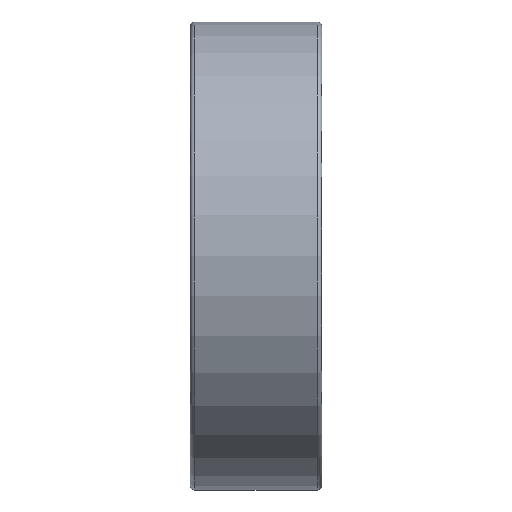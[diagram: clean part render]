
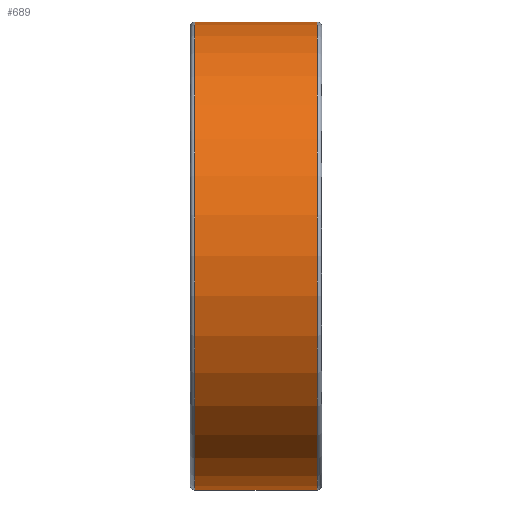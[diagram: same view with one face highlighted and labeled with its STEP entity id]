
A CAD part, top view. The second image highlights one B-rep face of the part: STEP entity #689.
In plain terms, the highlighted cylindrical face has radius 16 mm (diameter 32 mm), a partial arc.
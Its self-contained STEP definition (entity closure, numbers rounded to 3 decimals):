
#689=ADVANCED_FACE('',(#1597),#1598,.T.);
#1597=FACE_OUTER_BOUND('',#2714,.T.);
#1598=CYLINDRICAL_SURFACE('',#2715,16.0);
#2714=EDGE_LOOP('',(#4878,#4879,#4880,#4881));
#2715=AXIS2_PLACEMENT_3D('',#4882,#4883,#4884);
#4878=ORIENTED_EDGE('',*,*,#7024,.T.);
#4879=ORIENTED_EDGE('',*,*,#7317,.F.);
#4880=ORIENTED_EDGE('',*,*,#7025,.T.);
#4881=ORIENTED_EDGE('',*,*,#7318,.T.);
#4882=CARTESIAN_POINT('',(0.0,0.0,0.0));
#4883=DIRECTION('',(1.0,0.0,0.0));
#4884=DIRECTION('',(0.0,1.0,0.));
#7024=EDGE_CURVE('',#8549,#8566,#8584,.T.);
#7025=EDGE_CURVE('',#8569,#8553,#8585,.T.);
#7317=EDGE_CURVE('',#8569,#8566,#9071,.T.);
#7318=EDGE_CURVE('',#8553,#8549,#9072,.T.);
#8549=VERTEX_POINT('',#12272);
#8553=VERTEX_POINT('',#12276);
#8566=VERTEX_POINT('',#12291);
#8569=VERTEX_POINT('',#12294);
#8584=LINE('',#12311,#12312);
#8585=LINE('',#12313,#12314);
#9071=CIRCLE('',#13008,16.0);
#9072=CIRCLE('',#13009,16.0);
#12272=CARTESIAN_POINT('',(4.2,16.0,0.));
#12276=CARTESIAN_POINT('',(4.2,-16.0,0.));
#12291=CARTESIAN_POINT('',(-4.2,16.0,0.));
#12294=CARTESIAN_POINT('',(-4.2,-16.0,0.));
#12311=CARTESIAN_POINT('',(0.0,16.0,0.));
#12312=VECTOR('',#14688,1.0);
#12313=CARTESIAN_POINT('',(0.0,-16.0,0.));
#12314=VECTOR('',#14689,1.0);
#13008=AXIS2_PLACEMENT_3D('',#14976,#14977,#14978);
#13009=AXIS2_PLACEMENT_3D('',#14979,#14980,#14981);
#14688=DIRECTION('',(-1.0,0.0,0.0));
#14689=DIRECTION('',(1.0,0.0,0.0));
#14976=CARTESIAN_POINT('',(-4.2,0.0,0.0));
#14977=DIRECTION('',(-1.0,0.0,0.0));
#14978=DIRECTION('',(0.0,1.0,0.));
#14979=CARTESIAN_POINT('',(4.2,0.0,0.0));
#14980=DIRECTION('',(-1.0,0.0,0.0));
#14981=DIRECTION('',(0.0,1.0,0.));
